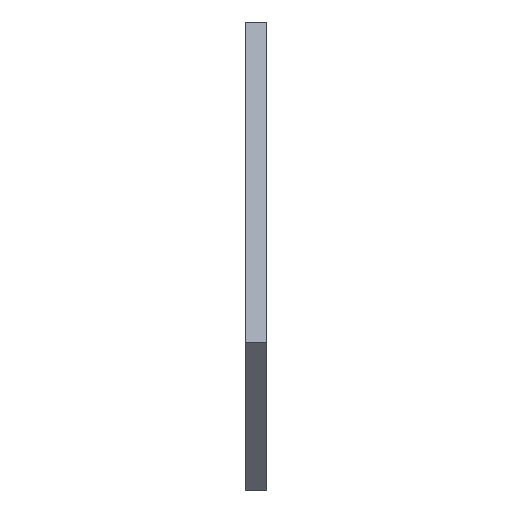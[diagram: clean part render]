
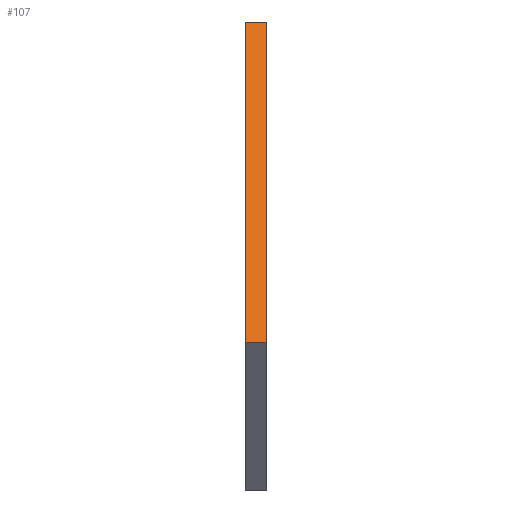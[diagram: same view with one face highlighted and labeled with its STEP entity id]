
A CAD part, top view. The second image highlights one B-rep face of the part: STEP entity #107.
In plain terms, the highlighted planar face has unit normal (0, 0.383, 0.924).
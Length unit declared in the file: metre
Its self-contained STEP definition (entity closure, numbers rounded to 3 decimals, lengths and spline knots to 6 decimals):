
#107 = ADVANCED_FACE( 'NONE', ( #290 ), #291, .F. );
#290 = FACE_OUTER_BOUND( '', #559, .T. );
#291 = PLANE( '', #560 );
#559 = EDGE_LOOP( '', ( #891, #892, #893, #894 ) );
#560 = AXIS2_PLACEMENT_3D( '', #895, #896, #897 );
#891 = ORIENTED_EDGE( '', *, *, #1318, .T. );
#892 = ORIENTED_EDGE( '', *, *, #1403, .F. );
#893 = ORIENTED_EDGE( '', *, *, #1404, .F. );
#894 = ORIENTED_EDGE( '', *, *, #1405, .T. );
#895 = CARTESIAN_POINT( '', ( 0.0025, 0.016947, 0.040913 ) );
#896 = DIRECTION( '', ( 0., -0.383, -0.924 ) );
#897 = DIRECTION( '', ( 0., -0.924, 0.383 ) );
#1318 = EDGE_CURVE( 'NONE', #1540, #1538, #1541, .T. );
#1403 = EDGE_CURVE( 'NONE', #1694, #1538, #1695, .T. );
#1404 = EDGE_CURVE( 'NONE', #1696, #1694, #1697, .T. );
#1405 = EDGE_CURVE( 'NONE', #1696, #1540, #1698, .T. );
#1538 = VERTEX_POINT( 'NONE', #1877 );
#1540 = VERTEX_POINT( 'NONE', #1880 );
#1541 = LINE( '', #1881, #1882 );
#1694 = VERTEX_POINT( 'NONE', #2066 );
#1695 = LINE( '', #2067, #2068 );
#1696 = VERTEX_POINT( 'NONE', #2069 );
#1697 = LINE( '', #2070, #2071 );
#1698 = LINE( '', #2072, #2073 );
#1877 = CARTESIAN_POINT( '', ( 0., 0.016947, 0.040913 ) );
#1880 = CARTESIAN_POINT( '', ( 0., 0.053902, 0.025606 ) );
#1881 = CARTESIAN_POINT( '', ( 0., 0.016947, 0.040913 ) );
#1882 = VECTOR( '', #2285, 1. );
#2066 = CARTESIAN_POINT( '', ( 0.0025, 0.016947, 0.040913 ) );
#2067 = CARTESIAN_POINT( '', ( 0.0025, 0.016947, 0.040913 ) );
#2068 = VECTOR( '', #2446, 1. );
#2069 = CARTESIAN_POINT( '', ( 0.0025, 0.053902, 0.025606 ) );
#2070 = CARTESIAN_POINT( '', ( 0.0025, 0.016947, 0.040913 ) );
#2071 = VECTOR( '', #2447, 1. );
#2072 = CARTESIAN_POINT( '', ( 0.0025, 0.053902, 0.025606 ) );
#2073 = VECTOR( '', #2448, 1. );
#2285 = DIRECTION( '', ( 0., -0.924, 0.383 ) );
#2446 = DIRECTION( '', ( -1., 0., 0. ) );
#2447 = DIRECTION( '', ( 0., -0.924, 0.383 ) );
#2448 = DIRECTION( '', ( -1., 0., 0. ) );
